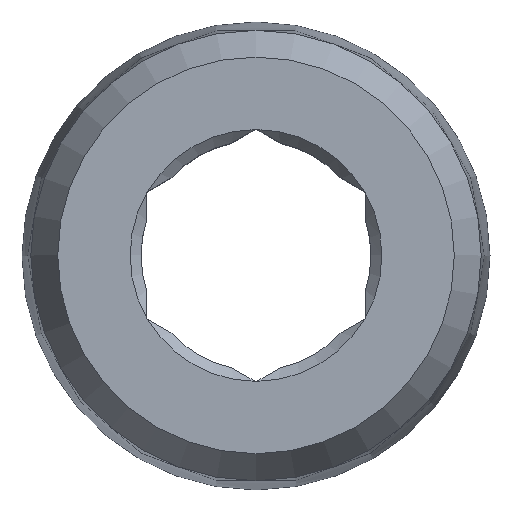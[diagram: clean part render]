
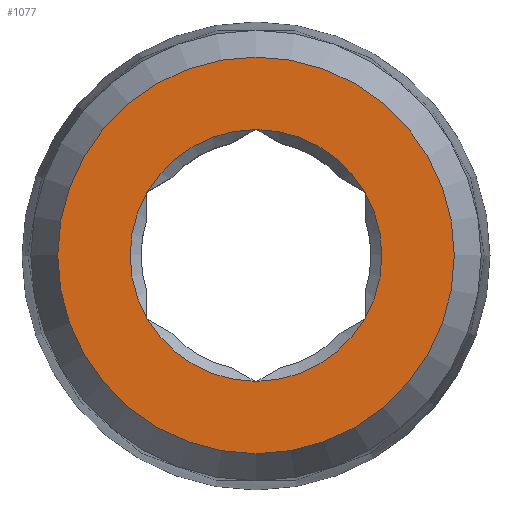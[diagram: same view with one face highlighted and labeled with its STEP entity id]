
A CAD part, top view. The second image highlights one B-rep face of the part: STEP entity #1077.
In plain terms, the highlighted planar face has unit normal (0, 0, 1).
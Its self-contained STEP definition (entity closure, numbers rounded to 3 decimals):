
#64=LINE('',#1459,#106);
#65=LINE('',#1464,#107);
#66=LINE('',#1466,#108);
#67=LINE('',#1470,#109);
#68=LINE('',#1472,#110);
#69=LINE('',#1476,#111);
#70=LINE('',#1478,#112);
#71=LINE('',#1482,#113);
#72=LINE('',#1484,#114);
#73=LINE('',#1488,#115);
#74=LINE('',#1490,#116);
#75=LINE('',#1494,#117);
#106=VECTOR('',#1231,1000.);
#107=VECTOR('',#1234,1000.);
#108=VECTOR('',#1235,1000.);
#109=VECTOR('',#1238,1000.);
#110=VECTOR('',#1239,1000.);
#111=VECTOR('',#1242,1000.);
#112=VECTOR('',#1243,1000.);
#113=VECTOR('',#1246,1000.);
#114=VECTOR('',#1247,1000.);
#115=VECTOR('',#1250,1000.);
#116=VECTOR('',#1251,1000.);
#117=VECTOR('',#1254,1000.);
#148=ORIENTED_EDGE('',*,*,#342,.F.);
#149=ORIENTED_EDGE('',*,*,#343,.F.);
#150=ORIENTED_EDGE('',*,*,#344,.T.);
#151=ORIENTED_EDGE('',*,*,#345,.F.);
#152=ORIENTED_EDGE('',*,*,#346,.F.);
#153=ORIENTED_EDGE('',*,*,#347,.T.);
#154=ORIENTED_EDGE('',*,*,#348,.F.);
#155=ORIENTED_EDGE('',*,*,#349,.F.);
#156=ORIENTED_EDGE('',*,*,#350,.T.);
#157=ORIENTED_EDGE('',*,*,#351,.F.);
#158=ORIENTED_EDGE('',*,*,#352,.F.);
#159=ORIENTED_EDGE('',*,*,#353,.T.);
#160=ORIENTED_EDGE('',*,*,#354,.F.);
#161=ORIENTED_EDGE('',*,*,#355,.F.);
#162=ORIENTED_EDGE('',*,*,#356,.T.);
#163=ORIENTED_EDGE('',*,*,#357,.F.);
#164=ORIENTED_EDGE('',*,*,#358,.F.);
#165=ORIENTED_EDGE('',*,*,#359,.T.);
#166=ORIENTED_EDGE('',*,*,#360,.F.);
#342=EDGE_CURVE('',#439,#439,#512,.T.);
#343=EDGE_CURVE('',#440,#441,#64,.T.);
#344=EDGE_CURVE('',#440,#442,#513,.T.);
#345=EDGE_CURVE('',#443,#442,#65,.T.);
#346=EDGE_CURVE('',#444,#443,#66,.T.);
#347=EDGE_CURVE('',#444,#445,#514,.T.);
#348=EDGE_CURVE('',#446,#445,#67,.T.);
#349=EDGE_CURVE('',#447,#446,#68,.T.);
#350=EDGE_CURVE('',#447,#448,#515,.T.);
#351=EDGE_CURVE('',#449,#448,#69,.T.);
#352=EDGE_CURVE('',#450,#449,#70,.T.);
#353=EDGE_CURVE('',#450,#451,#516,.T.);
#354=EDGE_CURVE('',#452,#451,#71,.T.);
#355=EDGE_CURVE('',#453,#452,#72,.T.);
#356=EDGE_CURVE('',#453,#454,#517,.T.);
#357=EDGE_CURVE('',#455,#454,#73,.T.);
#358=EDGE_CURVE('',#456,#455,#74,.T.);
#359=EDGE_CURVE('',#456,#457,#518,.T.);
#360=EDGE_CURVE('',#441,#457,#75,.T.);
#439=VERTEX_POINT('',#1458);
#440=VERTEX_POINT('',#1460);
#441=VERTEX_POINT('',#1461);
#442=VERTEX_POINT('',#1463);
#443=VERTEX_POINT('',#1465);
#444=VERTEX_POINT('',#1467);
#445=VERTEX_POINT('',#1469);
#446=VERTEX_POINT('',#1471);
#447=VERTEX_POINT('',#1473);
#448=VERTEX_POINT('',#1475);
#449=VERTEX_POINT('',#1477);
#450=VERTEX_POINT('',#1479);
#451=VERTEX_POINT('',#1481);
#452=VERTEX_POINT('',#1483);
#453=VERTEX_POINT('',#1485);
#454=VERTEX_POINT('',#1487);
#455=VERTEX_POINT('',#1489);
#456=VERTEX_POINT('',#1491);
#457=VERTEX_POINT('',#1493);
#512=CIRCLE('',#1133,9.059);
#513=CIRCLE('',#1134,5.75);
#514=CIRCLE('',#1135,5.75);
#515=CIRCLE('',#1136,5.75);
#516=CIRCLE('',#1137,5.75);
#517=CIRCLE('',#1138,5.75);
#518=CIRCLE('',#1139,5.75);
#555=EDGE_LOOP('',(#148));
#556=EDGE_LOOP('',(#149,#150,#151,#152,#153,#154,#155,#156,#157,#158,#159,
#160,#161,#162,#163,#164,#165,#166));
#631=FACE_BOUND('',#555,.T.);
#632=FACE_BOUND('',#556,.T.);
#707=PLANE('',#1132);
#1077=ADVANCED_FACE('',(#631,#632),#707,.F.);
#1132=AXIS2_PLACEMENT_3D('',#1456,#1227,#1228);
#1133=AXIS2_PLACEMENT_3D('',#1457,#1229,#1230);
#1134=AXIS2_PLACEMENT_3D('',#1462,#1232,#1233);
#1135=AXIS2_PLACEMENT_3D('',#1468,#1236,#1237);
#1136=AXIS2_PLACEMENT_3D('',#1474,#1240,#1241);
#1137=AXIS2_PLACEMENT_3D('',#1480,#1244,#1245);
#1138=AXIS2_PLACEMENT_3D('',#1486,#1248,#1249);
#1139=AXIS2_PLACEMENT_3D('',#1492,#1252,#1253);
#1227=DIRECTION('',(0.,0.,-1.));
#1228=DIRECTION('',(-1.,0.,0.));
#1229=DIRECTION('',(0.,0.,-1.));
#1230=DIRECTION('',(-1.,0.,0.));
#1231=DIRECTION('',(0.,-1.,0.));
#1232=DIRECTION('',(0.,0.,-1.));
#1233=DIRECTION('',(-1.,0.,0.));
#1234=DIRECTION('',(0.,-1.,0.));
#1235=DIRECTION('',(-0.866,-0.5,0.));
#1236=DIRECTION('',(0.,0.,-1.));
#1237=DIRECTION('',(-1.,0.,0.));
#1238=DIRECTION('',(-0.866,-0.5,0.));
#1239=DIRECTION('',(-0.866,0.5,0.));
#1240=DIRECTION('',(0.,0.,-1.));
#1241=DIRECTION('',(-1.,0.,0.));
#1242=DIRECTION('',(-0.866,0.5,0.));
#1243=DIRECTION('',(0.,1.,0.));
#1244=DIRECTION('',(0.,0.,-1.));
#1245=DIRECTION('',(-1.,0.,0.));
#1246=DIRECTION('',(0.,1.,0.));
#1247=DIRECTION('',(0.866,0.5,0.));
#1248=DIRECTION('',(0.,0.,-1.));
#1249=DIRECTION('',(-1.,0.,0.));
#1250=DIRECTION('',(0.866,0.5,0.));
#1251=DIRECTION('',(0.866,-0.5,0.));
#1252=DIRECTION('',(0.,0.,-1.));
#1253=DIRECTION('',(-1.,0.,0.));
#1254=DIRECTION('',(0.866,-0.5,0.));
#1456=CARTESIAN_POINT('',(0.,0.,15.));
#1457=CARTESIAN_POINT('',(0.,0.,15.));
#1458=CARTESIAN_POINT('',(-9.059,0.,15.));
#1459=CARTESIAN_POINT('',(-5.,2.887,15.));
#1460=CARTESIAN_POINT('',(-5.,-2.839,15.));
#1461=CARTESIAN_POINT('',(-5.,-2.887,15.));
#1462=CARTESIAN_POINT('',(0.,0.,15.));
#1463=CARTESIAN_POINT('',(-5.,2.839,15.));
#1464=CARTESIAN_POINT('',(-5.,2.887,15.));
#1465=CARTESIAN_POINT('',(-5.,2.887,15.));
#1466=CARTESIAN_POINT('',(0.,5.774,15.));
#1467=CARTESIAN_POINT('',(-4.959,2.91,15.));
#1468=CARTESIAN_POINT('',(0.,0.,15.));
#1469=CARTESIAN_POINT('',(-0.041,5.75,15.));
#1470=CARTESIAN_POINT('',(0.,5.774,15.));
#1471=CARTESIAN_POINT('',(0.,5.774,15.));
#1472=CARTESIAN_POINT('',(5.,2.887,15.));
#1473=CARTESIAN_POINT('',(0.041,5.75,15.));
#1474=CARTESIAN_POINT('',(0.,0.,15.));
#1475=CARTESIAN_POINT('',(4.959,2.91,15.));
#1476=CARTESIAN_POINT('',(5.,2.887,15.));
#1477=CARTESIAN_POINT('',(5.,2.887,15.));
#1478=CARTESIAN_POINT('',(5.,-2.887,15.));
#1479=CARTESIAN_POINT('',(5.,2.839,15.));
#1480=CARTESIAN_POINT('',(0.,0.,15.));
#1481=CARTESIAN_POINT('',(5.,-2.839,15.));
#1482=CARTESIAN_POINT('',(5.,-2.887,15.));
#1483=CARTESIAN_POINT('',(5.,-2.887,15.));
#1484=CARTESIAN_POINT('',(0.,-5.774,15.));
#1485=CARTESIAN_POINT('',(4.959,-2.91,15.));
#1486=CARTESIAN_POINT('',(0.,0.,15.));
#1487=CARTESIAN_POINT('',(0.041,-5.75,15.));
#1488=CARTESIAN_POINT('',(0.,-5.774,15.));
#1489=CARTESIAN_POINT('',(0.,-5.774,15.));
#1490=CARTESIAN_POINT('',(-5.,-2.887,15.));
#1491=CARTESIAN_POINT('',(-0.041,-5.75,15.));
#1492=CARTESIAN_POINT('',(0.,0.,15.));
#1493=CARTESIAN_POINT('',(-4.959,-2.91,15.));
#1494=CARTESIAN_POINT('',(-5.,-2.887,15.));
